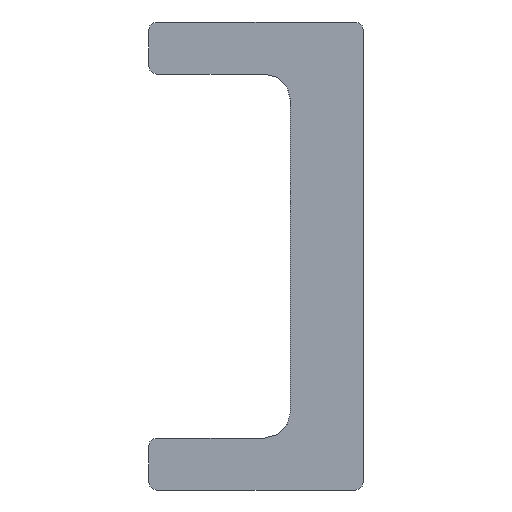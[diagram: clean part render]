
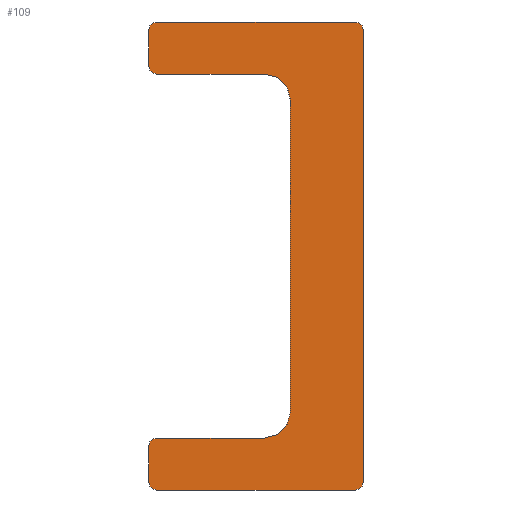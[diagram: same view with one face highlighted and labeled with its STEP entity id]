
A CAD part, front view. The second image highlights one B-rep face of the part: STEP entity #109.
In plain terms, the highlighted planar face has unit normal (0, -1, 0).
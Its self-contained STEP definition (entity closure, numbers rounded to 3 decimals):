
#109 = ADVANCED_FACE( '', ( #302 ), #303, .F. );
#302 = FACE_OUTER_BOUND( '', #629, .T. );
#303 = PLANE( '', #630 );
#629 = EDGE_LOOP( '', ( #969, #970, #971, #972, #973, #974, #975, #976, #977, #978, #979, #980, #981, #982, #983, #984 ) );
#630 = AXIS2_PLACEMENT_3D( '', #985, #986, #987 );
#969 = ORIENTED_EDGE( '', *, *, #1502, .F. );
#970 = ORIENTED_EDGE( '', *, *, #1464, .T. );
#971 = ORIENTED_EDGE( '', *, *, #1503, .F. );
#972 = ORIENTED_EDGE( '', *, *, #1504, .T. );
#973 = ORIENTED_EDGE( '', *, *, #1469, .F. );
#974 = ORIENTED_EDGE( '', *, *, #1505, .T. );
#975 = ORIENTED_EDGE( '', *, *, #1506, .F. );
#976 = ORIENTED_EDGE( '', *, *, #1507, .T. );
#977 = ORIENTED_EDGE( '', *, *, #1499, .F. );
#978 = ORIENTED_EDGE( '', *, *, #1508, .T. );
#979 = ORIENTED_EDGE( '', *, *, #1509, .F. );
#980 = ORIENTED_EDGE( '', *, *, #1510, .T. );
#981 = ORIENTED_EDGE( '', *, *, #1511, .F. );
#982 = ORIENTED_EDGE( '', *, *, #1512, .T. );
#983 = ORIENTED_EDGE( '', *, *, #1513, .F. );
#984 = ORIENTED_EDGE( '', *, *, #1514, .T. );
#985 = CARTESIAN_POINT( '', ( -4.125, 0., 9. ) );
#986 = DIRECTION( '', ( 0., 1., 0. ) );
#987 = DIRECTION( '', ( 0., 0., 1. ) );
#1464 = EDGE_CURVE( '', #1666, #1664, #1667, .F. );
#1469 = EDGE_CURVE( '', #1673, #1675, #1676, .T. );
#1499 = EDGE_CURVE( '', #1730, #1732, #1733, .T. );
#1502 = EDGE_CURVE( '', #1666, #1736, #1737, .T. );
#1503 = EDGE_CURVE( '', #1738, #1664, #1739, .T. );
#1504 = EDGE_CURVE( '', #1738, #1675, #1740, .F. );
#1505 = EDGE_CURVE( '', #1673, #1741, #1742, .F. );
#1506 = EDGE_CURVE( '', #1743, #1741, #1744, .T. );
#1507 = EDGE_CURVE( '', #1743, #1732, #1745, .T. );
#1508 = EDGE_CURVE( '', #1730, #1746, #1747, .T. );
#1509 = EDGE_CURVE( '', #1748, #1746, #1749, .T. );
#1510 = EDGE_CURVE( '', #1748, #1750, #1751, .F. );
#1511 = EDGE_CURVE( '', #1752, #1750, #1753, .T. );
#1512 = EDGE_CURVE( '', #1752, #1754, #1755, .F. );
#1513 = EDGE_CURVE( '', #1756, #1754, #1757, .T. );
#1514 = EDGE_CURVE( '', #1756, #1736, #1758, .F. );
#1664 = VERTEX_POINT( '', #1971 );
#1666 = VERTEX_POINT( '', #1974 );
#1667 = CIRCLE( '', #1975, 0.3 );
#1673 = VERTEX_POINT( '', #1983 );
#1675 = VERTEX_POINT( '', #1986 );
#1676 = LINE( '', #1987, #1988 );
#1730 = VERTEX_POINT( '', #2044 );
#1732 = VERTEX_POINT( '', #2047 );
#1733 = LINE( '', #2048, #2049 );
#1736 = VERTEX_POINT( '', #2053 );
#1737 = LINE( '', #2054, #2055 );
#1738 = VERTEX_POINT( '', #2056 );
#1739 = LINE( '', #2057, #2058 );
#1740 = CIRCLE( '', #2059, 0.3 );
#1741 = VERTEX_POINT( '', #2060 );
#1742 = CIRCLE( '', #2061, 0.3 );
#1743 = VERTEX_POINT( '', #2062 );
#1744 = LINE( '', #2063, #2064 );
#1745 = CIRCLE( '', #2065, 1. );
#1746 = VERTEX_POINT( '', #2066 );
#1747 = CIRCLE( '', #2067, 1. );
#1748 = VERTEX_POINT( '', #2068 );
#1749 = LINE( '', #2069, #2070 );
#1750 = VERTEX_POINT( '', #2071 );
#1751 = CIRCLE( '', #2072, 0.3 );
#1752 = VERTEX_POINT( '', #2073 );
#1753 = LINE( '', #2074, #2075 );
#1754 = VERTEX_POINT( '', #2076 );
#1755 = CIRCLE( '', #2077, 0.3 );
#1756 = VERTEX_POINT( '', #2078 );
#1757 = LINE( '', #2079, #2080 );
#1758 = CIRCLE( '', #2081, 0.3 );
#1971 = CARTESIAN_POINT( '', ( 3.825, 0., 9. ) );
#1974 = CARTESIAN_POINT( '', ( 4.125, 0., 8.7 ) );
#1975 = AXIS2_PLACEMENT_3D( '', #2310, #2311, #2312 );
#1983 = CARTESIAN_POINT( '', ( -4.125, 0., 7.3 ) );
#1986 = CARTESIAN_POINT( '', ( -4.125, 0., 8.7 ) );
#1987 = CARTESIAN_POINT( '', ( -4.125, 0., -9. ) );
#1988 = VECTOR( '', #2316, 1000. );
#2044 = CARTESIAN_POINT( '', ( 1.325, 0., -6. ) );
#2047 = CARTESIAN_POINT( '', ( 1.325, 0., 6. ) );
#2048 = CARTESIAN_POINT( '', ( 1.325, 0., 7. ) );
#2049 = VECTOR( '', #2389, 1000. );
#2053 = CARTESIAN_POINT( '', ( 4.125, 0., -8.7 ) );
#2054 = CARTESIAN_POINT( '', ( 4.125, 0., 9. ) );
#2055 = VECTOR( '', #2391, 1000. );
#2056 = CARTESIAN_POINT( '', ( -3.825, 0., 9. ) );
#2057 = CARTESIAN_POINT( '', ( -4.125, 0., 9. ) );
#2058 = VECTOR( '', #2392, 1000. );
#2059 = AXIS2_PLACEMENT_3D( '', #2393, #2394, #2395 );
#2060 = CARTESIAN_POINT( '', ( -3.825, 0., 7. ) );
#2061 = AXIS2_PLACEMENT_3D( '', #2396, #2397, #2398 );
#2062 = CARTESIAN_POINT( '', ( 0.325, 0., 7. ) );
#2063 = CARTESIAN_POINT( '', ( -4.125, 0., 7. ) );
#2064 = VECTOR( '', #2399, 1000. );
#2065 = AXIS2_PLACEMENT_3D( '', #2400, #2401, #2402 );
#2066 = CARTESIAN_POINT( '', ( 0.325, 0., -7. ) );
#2067 = AXIS2_PLACEMENT_3D( '', #2403, #2404, #2405 );
#2068 = CARTESIAN_POINT( '', ( -3.825, 0., -7. ) );
#2069 = CARTESIAN_POINT( '', ( 1.325, 0., -7. ) );
#2070 = VECTOR( '', #2406, 1000. );
#2071 = CARTESIAN_POINT( '', ( -4.125, 0., -7.3 ) );
#2072 = AXIS2_PLACEMENT_3D( '', #2407, #2408, #2409 );
#2073 = CARTESIAN_POINT( '', ( -4.125, 0., -8.7 ) );
#2074 = CARTESIAN_POINT( '', ( -4.125, 0., -9. ) );
#2075 = VECTOR( '', #2410, 1000. );
#2076 = CARTESIAN_POINT( '', ( -3.825, 0., -9. ) );
#2077 = AXIS2_PLACEMENT_3D( '', #2411, #2412, #2413 );
#2078 = CARTESIAN_POINT( '', ( 3.825, 0., -9. ) );
#2079 = CARTESIAN_POINT( '', ( 4.125, 0., -9. ) );
#2080 = VECTOR( '', #2414, 1000. );
#2081 = AXIS2_PLACEMENT_3D( '', #2415, #2416, #2417 );
#2310 = CARTESIAN_POINT( '', ( 3.825, 0., 8.7 ) );
#2311 = DIRECTION( '', ( 0., 1., 0. ) );
#2312 = DIRECTION( '', ( 0., 0., 1. ) );
#2316 = DIRECTION( '', ( 0., 0., 1. ) );
#2389 = DIRECTION( '', ( 0., 0., 1. ) );
#2391 = DIRECTION( '', ( 0., 0., -1. ) );
#2392 = DIRECTION( '', ( 1., 0., 0. ) );
#2393 = CARTESIAN_POINT( '', ( -3.825, 0., 8.7 ) );
#2394 = DIRECTION( '', ( 0., 1., 0. ) );
#2395 = DIRECTION( '', ( 0., 0., 1. ) );
#2396 = CARTESIAN_POINT( '', ( -3.825, 0., 7.3 ) );
#2397 = DIRECTION( '', ( 0., 1., 0. ) );
#2398 = DIRECTION( '', ( 0., 0., 1. ) );
#2399 = DIRECTION( '', ( -1., 0., 0. ) );
#2400 = CARTESIAN_POINT( '', ( 0.325, 0., 6. ) );
#2401 = DIRECTION( '', ( 0., 1., 0. ) );
#2402 = DIRECTION( '', ( 0., 0., 1. ) );
#2403 = CARTESIAN_POINT( '', ( 0.325, 0., -6. ) );
#2404 = DIRECTION( '', ( 0., 1., 0. ) );
#2405 = DIRECTION( '', ( 0., 0., 1. ) );
#2406 = DIRECTION( '', ( 1., 0., 0. ) );
#2407 = CARTESIAN_POINT( '', ( -3.825, 0., -7.3 ) );
#2408 = DIRECTION( '', ( 0., 1., 0. ) );
#2409 = DIRECTION( '', ( 0., 0., 1. ) );
#2410 = DIRECTION( '', ( 0., 0., 1. ) );
#2411 = CARTESIAN_POINT( '', ( -3.825, 0., -8.7 ) );
#2412 = DIRECTION( '', ( 0., 1., 0. ) );
#2413 = DIRECTION( '', ( 0., 0., 1. ) );
#2414 = DIRECTION( '', ( -1., 0., 0. ) );
#2415 = CARTESIAN_POINT( '', ( 3.825, 0., -8.7 ) );
#2416 = DIRECTION( '', ( 0., 1., 0. ) );
#2417 = DIRECTION( '', ( 0., 0., 1. ) );
